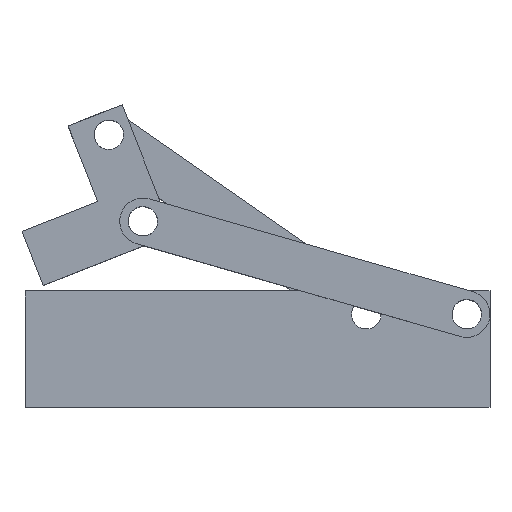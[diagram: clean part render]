
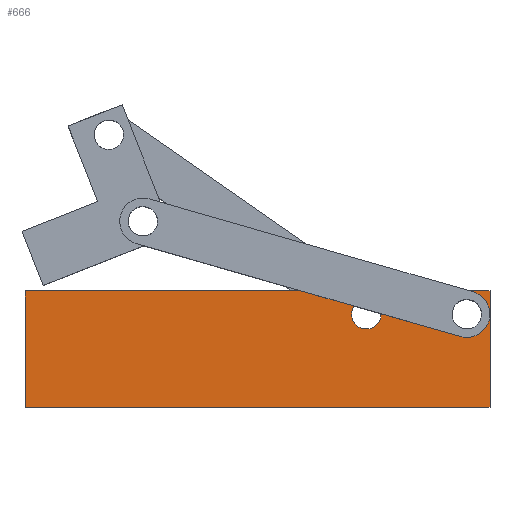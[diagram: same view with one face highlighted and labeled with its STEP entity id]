
A CAD part, top view. The second image highlights one B-rep face of the part: STEP entity #666.
In plain terms, the highlighted planar face has unit normal (0, 0, 1).
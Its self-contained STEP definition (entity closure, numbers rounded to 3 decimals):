
#72 = VERTEX_POINT ( 'NONE', #1789 ) ;
#73 = DIRECTION ( 'NONE',  ( -1., 0., 0. ) ) ;
#158 = VERTEX_POINT ( 'NONE', #1370 ) ;
#174 = VERTEX_POINT ( 'NONE', #559 ) ;
#202 = LINE ( 'NONE', #383, #1419 ) ;
#204 = DIRECTION ( 'NONE',  ( -1., 0., 0. ) ) ;
#209 = ORIENTED_EDGE ( 'NONE', *, *, #511, .T. ) ;
#225 = AXIS2_PLACEMENT_3D ( 'NONE', #317, #1009, #204 ) ;
#267 = DIRECTION ( 'NONE',  ( 1., 0., 0. ) ) ;
#317 = CARTESIAN_POINT ( 'NONE',  ( 0., 0., 40. ) ) ;
#335 = ORIENTED_EDGE ( 'NONE', *, *, #649, .T. ) ;
#356 = EDGE_LOOP ( 'NONE', ( #1113, #1070 ) ) ;
#365 = FACE_BOUND ( 'NONE', #356, .T. ) ;
#383 = CARTESIAN_POINT ( 'NONE',  ( -100., 25., 40. ) ) ;
#411 = ORIENTED_EDGE ( 'NONE', *, *, #792, .F. ) ;
#423 = LINE ( 'NONE', #1069, #812 ) ;
#432 = CIRCLE ( 'NONE', #872, 6.35 ) ;
#456 = CARTESIAN_POINT ( 'NONE',  ( 90., 15., 40. ) ) ;
#477 = DIRECTION ( 'NONE',  ( 0., 0., 1. ) ) ;
#511 = EDGE_CURVE ( 'NONE', #707, #72, #1104, .T. ) ;
#518 = CIRCLE ( 'NONE', #1845, 6.35 ) ;
#531 = CARTESIAN_POINT ( 'NONE',  ( 83.65, 15., 40. ) ) ;
#547 = CARTESIAN_POINT ( 'NONE',  ( 46.75, 15., 40. ) ) ;
#559 = CARTESIAN_POINT ( 'NONE',  ( 100., -25., 40. ) ) ;
#602 = DIRECTION ( 'NONE',  ( 0., 0., 1. ) ) ;
#649 = EDGE_CURVE ( 'NONE', #72, #174, #423, .T. ) ;
#654 = CARTESIAN_POINT ( 'NONE',  ( 40.4, 15., 40. ) ) ;
#666 = ADVANCED_FACE ( 'NONE', ( #365, #1334, #1183 ), #2095, .F. ) ;
#683 = EDGE_CURVE ( 'NONE', #174, #158, #1981, .T. ) ;
#707 = VERTEX_POINT ( 'NONE', #2086 ) ;
#764 = CARTESIAN_POINT ( 'NONE',  ( 96.35, 15., 40. ) ) ;
#781 = DIRECTION ( 'NONE',  ( 0., 0., 1. ) ) ;
#792 = EDGE_CURVE ( 'NONE', #1776, #1654, #518, .T. ) ;
#812 = VECTOR ( 'NONE', #267, 1000. ) ;
#872 = AXIS2_PLACEMENT_3D ( 'NONE', #1098, #477, #1625 ) ;
#936 = EDGE_CURVE ( 'NONE', #158, #707, #202, .T. ) ;
#1001 = ORIENTED_EDGE ( 'NONE', *, *, #1289, .F. ) ;
#1009 = DIRECTION ( 'NONE',  ( 0., 0., -1. ) ) ;
#1060 = CARTESIAN_POINT ( 'NONE',  ( 53.1, 15., 40. ) ) ;
#1069 = CARTESIAN_POINT ( 'NONE',  ( -100., -25., 40. ) ) ;
#1070 = ORIENTED_EDGE ( 'NONE', *, *, #1115, .F. ) ;
#1071 = AXIS2_PLACEMENT_3D ( 'NONE', #1749, #781, #1280 ) ;
#1098 = CARTESIAN_POINT ( 'NONE',  ( 46.75, 15., 40. ) ) ;
#1104 = LINE ( 'NONE', #2067, #1599 ) ;
#1111 = VERTEX_POINT ( 'NONE', #764 ) ;
#1113 = ORIENTED_EDGE ( 'NONE', *, *, #1287, .F. ) ;
#1115 = EDGE_CURVE ( 'NONE', #1538, #1111, #1546, .T. ) ;
#1125 = ORIENTED_EDGE ( 'NONE', *, *, #683, .T. ) ;
#1133 = DIRECTION ( 'NONE',  ( 0., 1., 0. ) ) ;
#1172 = CIRCLE ( 'NONE', #1071, 6.35 ) ;
#1183 = FACE_OUTER_BOUND ( 'NONE', #1275, .T. ) ;
#1222 = EDGE_LOOP ( 'NONE', ( #411, #1001 ) ) ;
#1248 = DIRECTION ( 'NONE',  ( 1., 0., 0. ) ) ;
#1275 = EDGE_LOOP ( 'NONE', ( #1125, #1678, #209, #335 ) ) ;
#1280 = DIRECTION ( 'NONE',  ( 1., 0., 0. ) ) ;
#1287 = EDGE_CURVE ( 'NONE', #1111, #1538, #1172, .T. ) ;
#1289 = EDGE_CURVE ( 'NONE', #1654, #1776, #432, .T. ) ;
#1334 = FACE_BOUND ( 'NONE', #1222, .T. ) ;
#1370 = CARTESIAN_POINT ( 'NONE',  ( 100., 25., 40. ) ) ;
#1419 = VECTOR ( 'NONE', #73, 1000. ) ;
#1505 = CARTESIAN_POINT ( 'NONE',  ( 100., -25., 40. ) ) ;
#1538 = VERTEX_POINT ( 'NONE', #531 ) ;
#1545 = VECTOR ( 'NONE', #1133, 1000. ) ;
#1546 = CIRCLE ( 'NONE', #1991, 6.35 ) ;
#1599 = VECTOR ( 'NONE', #1755, 1000. ) ;
#1625 = DIRECTION ( 'NONE',  ( 1., 0., 0. ) ) ;
#1654 = VERTEX_POINT ( 'NONE', #654 ) ;
#1671 = DIRECTION ( 'NONE',  ( 0., 0., 1. ) ) ;
#1678 = ORIENTED_EDGE ( 'NONE', *, *, #936, .T. ) ;
#1749 = CARTESIAN_POINT ( 'NONE',  ( 90., 15., 40. ) ) ;
#1755 = DIRECTION ( 'NONE',  ( 0., -1., 0. ) ) ;
#1776 = VERTEX_POINT ( 'NONE', #1060 ) ;
#1789 = CARTESIAN_POINT ( 'NONE',  ( -100., -25., 40. ) ) ;
#1845 = AXIS2_PLACEMENT_3D ( 'NONE', #547, #1671, #2014 ) ;
#1981 = LINE ( 'NONE', #1505, #1545 ) ;
#1991 = AXIS2_PLACEMENT_3D ( 'NONE', #456, #602, #1248 ) ;
#2014 = DIRECTION ( 'NONE',  ( 1., 0., 0. ) ) ;
#2067 = CARTESIAN_POINT ( 'NONE',  ( -100., -25., 40. ) ) ;
#2086 = CARTESIAN_POINT ( 'NONE',  ( -100., 25., 40. ) ) ;
#2095 = PLANE ( 'NONE',  #225 ) ;
